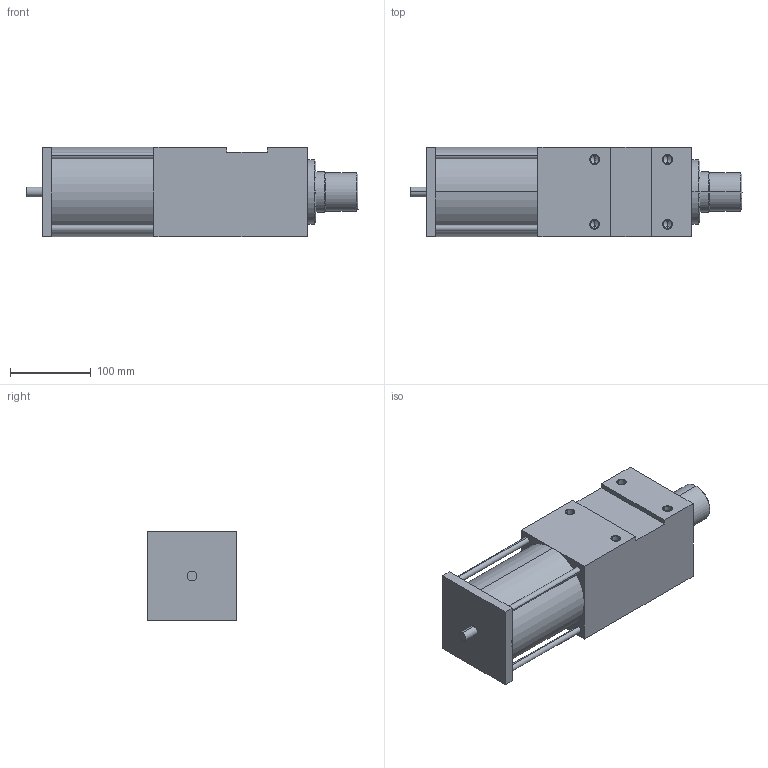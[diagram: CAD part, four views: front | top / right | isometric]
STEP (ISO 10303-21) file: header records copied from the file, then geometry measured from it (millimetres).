
FILE_DESCRIPTION(('CATIA V5 STEP Exchange'),'2;1');
FILE_NAME('SA 80_50_50_T01_TUENKERS.stp','2010-08-20T09:50:01+00:00',('none'),('none'),'CATIA Version 5 Release 19 SP 3 (IN-10)','CATIA V5 STEP AP203','none');
FILE_SCHEMA(('CONFIG_CONTROL_DESIGN'));
Length unit declared in the file: millimetre
Products named in the file (1): SA 80_50_50_T01_TUENKERS
Bounding box: 410 x 110 x 110 mm (x, y, z)
Volume: 3768754.4 mm3; surface area: 208665.5 mm2
Topology: 12 solids, 12 shells, 154 faces, 340 edges, 208 vertices
Faces by surface type: cylinder 82, plane 50, cone 22
Entity records: 3802 total; most frequent: ORIENTED_EDGE 648, CARTESIAN_POINT 633, DIRECTION 524, EDGE_CURVE 324, AXIS2_PLACEMENT_3D 273, VERTEX_POINT 208, EDGE_LOOP 196, CIRCLE 172
